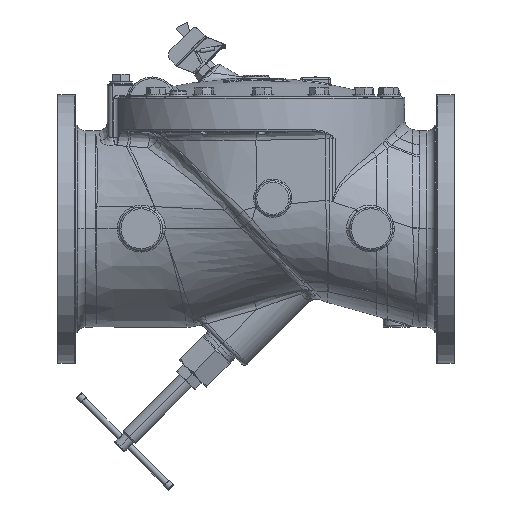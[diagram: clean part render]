
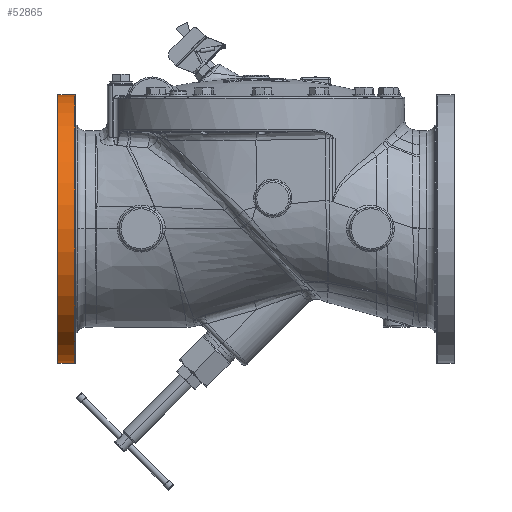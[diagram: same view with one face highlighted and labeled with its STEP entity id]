
A CAD part, top view. The second image highlights one B-rep face of the part: STEP entity #52865.
In plain terms, the highlighted cylindrical face has radius 266.7 mm (diameter 533.4 mm), a partial arc.
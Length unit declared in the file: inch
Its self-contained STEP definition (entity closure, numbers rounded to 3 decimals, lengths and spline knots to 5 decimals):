
#14789=DIRECTION('',(-1.,0.,0.));
#14790=VECTOR('',#14789,1.31466);
#14791=CARTESIAN_POINT('',(-14.18534,-10.5,0.));
#14792=LINE('',#14791,#14790);
#14798=DIRECTION('',(-1.,0.,0.));
#14799=VECTOR('',#14798,1.31466);
#14800=CARTESIAN_POINT('',(-14.18534,10.5,0.));
#14801=LINE('',#14800,#14799);
#14922=CARTESIAN_POINT('',(-15.5,0.,0.));
#14923=DIRECTION('',(1.,0.,0.));
#14924=DIRECTION('',(0.,1.,0.));
#14925=AXIS2_PLACEMENT_3D('',#14922,#14923,#14924);
#14927=CARTESIAN_POINT('',(-14.18534,0.,0.));
#14928=DIRECTION('',(-1.,0.,0.));
#14929=DIRECTION('',(0.,-1.,0.));
#14930=AXIS2_PLACEMENT_3D('',#14927,#14928,#14929);
#32029=CARTESIAN_POINT('',(-14.18534,10.5,0.));
#32030=CARTESIAN_POINT('',(-14.18534,-10.5,0.));
#32031=VERTEX_POINT('',#32029);
#32032=VERTEX_POINT('',#32030);
#32037=CARTESIAN_POINT('',(-15.5,10.5,0.));
#32038=CARTESIAN_POINT('',(-15.5,-10.5,0.));
#32039=VERTEX_POINT('',#32037);
#32040=VERTEX_POINT('',#32038);
#52854=CARTESIAN_POINT('',(-17.325,0.,0.));
#52855=DIRECTION('',(1.,0.,0.));
#52856=DIRECTION('',(0.,-1.,0.));
#52857=AXIS2_PLACEMENT_3D('',#52854,#52855,#52856);
#52858=CYLINDRICAL_SURFACE('',#52857,10.5);
#52859=ORIENTED_EDGE('',*,*,#52764,.F.);
#52860=ORIENTED_EDGE('',*,*,#52747,.F.);
#52861=ORIENTED_EDGE('',*,*,#52703,.F.);
#52862=ORIENTED_EDGE('',*,*,#52744,.T.);
#52863=EDGE_LOOP('',(#52859,#52860,#52861,#52862));
#52864=FACE_OUTER_BOUND('',#52863,.F.);
#14926=CIRCLE('',#14925,10.5);
#14931=CIRCLE('',#14930,10.5);
#52703=EDGE_CURVE('',#32032,#32031,#14931,.T.);
#52744=EDGE_CURVE('',#32032,#32040,#14792,.T.);
#52747=EDGE_CURVE('',#32031,#32039,#14801,.T.);
#52764=EDGE_CURVE('',#32039,#32040,#14926,.T.);
#52865=ADVANCED_FACE('',(#52864),#52858,.T.);
